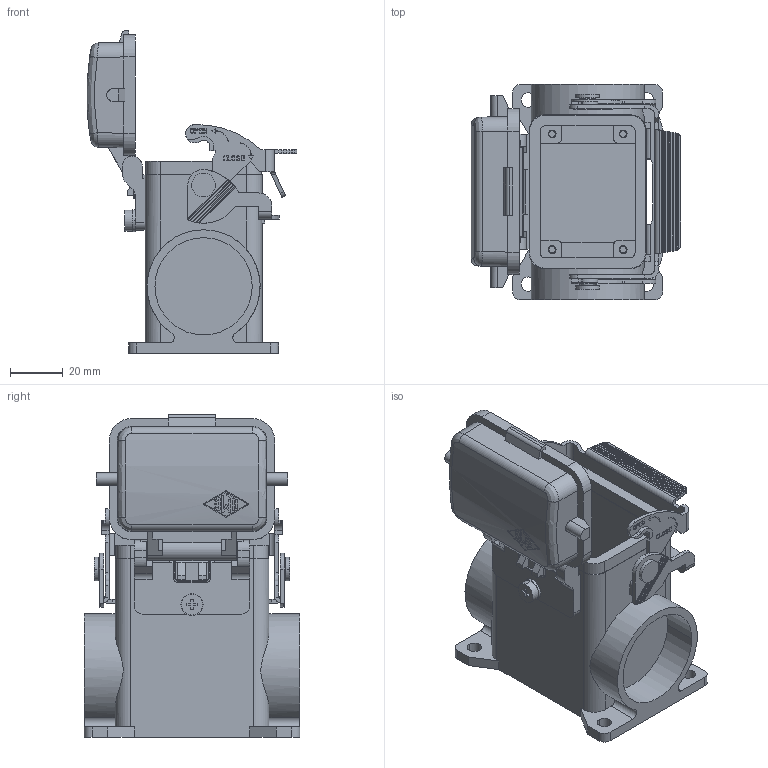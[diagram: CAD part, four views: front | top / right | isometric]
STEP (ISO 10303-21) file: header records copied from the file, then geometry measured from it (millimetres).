
FILE_DESCRIPTION(('Creo Elements/Direct Modeling STEP Export'),'2;1');
FILE_NAME('0ln7uvk4qjoa8j15880','2019-05-07T16:41:04',(''),(''),'PTC Creo Elements/Direct Modeling STEP processor for AP214 (Solid Model)','PTC Creo Elements/Direct Modeling 19.0E 27-Jun-2016 (C) Parametric Technology GmbH','');
FILE_SCHEMA(('AUTOMOTIVE_DESIGN { 1 0 10303 214 1 1 1 1 }'));
Length unit declared in the file: millimetre
Products named in the file (2): CVAP_06_LSP29; CVAP_06LSP29.stp
Assembly tree (1 placements, depth 2):
  CVAP_06LSP29.stp
    CVAP_06_LSP29
Bounding box: 79.8 x 82 x 122.73 mm (x, y, z)
Volume: 110189.5 mm3; surface area: 62519.1 mm2
Topology: 1 solids, 1 shells, 608 faces, 2155 edges, 1606 vertices
Faces by surface type: plane 383, cylinder 201, bspline 14, torus 10
Entity records: 29340 total; most frequent: CARTESIAN_POINT 10385, ORIENTED_EDGE 4310, DIRECTION 3506, EDGE_CURVE 2155, VERTEX_POINT 1606, VECTOR 1540, LINE 1531, AXIS2_PLACEMENT_3D 983
